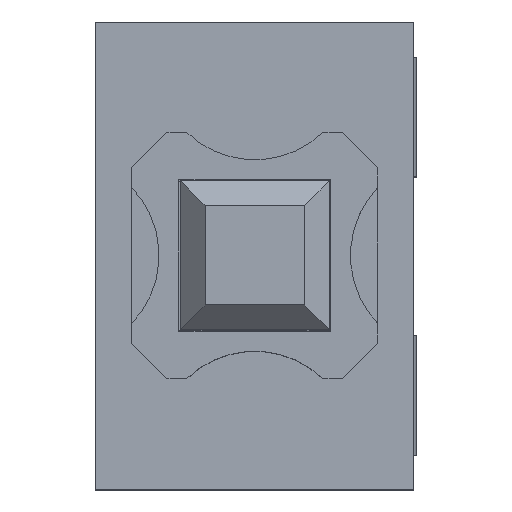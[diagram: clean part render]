
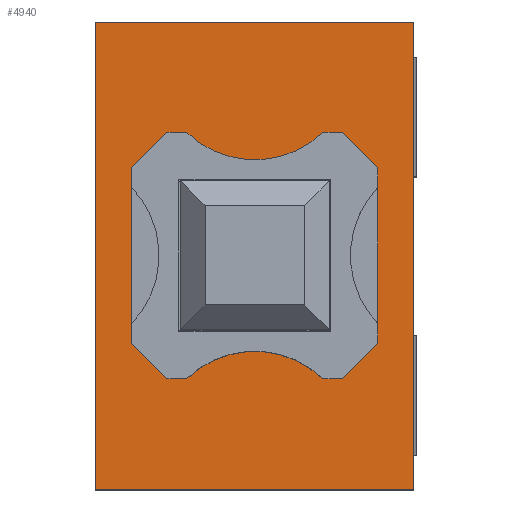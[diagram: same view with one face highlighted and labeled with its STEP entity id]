
A CAD part, top view. The second image highlights one B-rep face of the part: STEP entity #4940.
In plain terms, the highlighted planar face has unit normal (0, 0, 1).
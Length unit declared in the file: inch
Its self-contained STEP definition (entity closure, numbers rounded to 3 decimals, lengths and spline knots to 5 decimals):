
#4552=CARTESIAN_POINT('',(0.10769,0.19488,0.58071));
#4553=VERTEX_POINT('',#4552);
#4554=CARTESIAN_POINT('',(-0.10769,0.19488,0.58071));
#4555=VERTEX_POINT('',#4554);
#4556=CARTESIAN_POINT('',(0.0,0.30712,0.58071));
#4557=DIRECTION('',(0.0,0.0,-1.0));
#4558=DIRECTION('',(-0.692,-0.722,0.0));
#4559=AXIS2_PLACEMENT_3D('',#4556,#4557,#4558);
#4560=CIRCLE('',#4559,0.15554);
#4561=EDGE_CURVE('',#4553,#4555,#4560,.T.);
#4584=CARTESIAN_POINT('',(-0.10769,-0.19488,0.58071));
#4585=VERTEX_POINT('',#4584);
#4586=CARTESIAN_POINT('',(0.10769,-0.19488,0.58071));
#4587=VERTEX_POINT('',#4586);
#4588=CARTESIAN_POINT('',(0.0,-0.30712,0.58071));
#4589=DIRECTION('',(0.0,0.0,-1.0));
#4590=DIRECTION('',(-0.692,-0.722,0.0));
#4591=AXIS2_PLACEMENT_3D('',#4588,#4589,#4590);
#4592=CIRCLE('',#4591,0.15554);
#4593=EDGE_CURVE('',#4585,#4587,#4592,.T.);
#4617=CARTESIAN_POINT('',(-0.13918,0.19488,0.58071));
#4618=VERTEX_POINT('',#4617);
#4619=CARTESIAN_POINT('',(-0.13918,0.19488,0.58071));
#4620=DIRECTION('',(1.0,0.0,0.0));
#4621=VECTOR('',#4620,0.0315);
#4622=LINE('',#4619,#4621);
#4623=EDGE_CURVE('',#4618,#4555,#4622,.T.);
#4641=CARTESIAN_POINT('',(0.13918,-0.19488,0.58071));
#4642=VERTEX_POINT('',#4641);
#4643=CARTESIAN_POINT('',(0.13918,-0.19488,0.58071));
#4644=DIRECTION('',(-1.0,0.0,0.0));
#4645=VECTOR('',#4644,0.0315);
#4646=LINE('',#4643,#4645);
#4647=EDGE_CURVE('',#4642,#4587,#4646,.T.);
#4666=CARTESIAN_POINT('',(-0.13918,-0.19488,0.58071));
#4667=VERTEX_POINT('',#4666);
#4674=CARTESIAN_POINT('',(-0.10769,-0.19488,0.58071));
#4675=DIRECTION('',(-1.0,0.0,0.0));
#4676=VECTOR('',#4675,0.0315);
#4677=LINE('',#4674,#4676);
#4678=EDGE_CURVE('',#4585,#4667,#4677,.T.);
#4732=CARTESIAN_POINT('',(0.19488,-0.13918,0.58071));
#4733=VERTEX_POINT('',#4732);
#4740=CARTESIAN_POINT('',(0.19488,0.13918,0.58071));
#4741=VERTEX_POINT('',#4740);
#4742=CARTESIAN_POINT('',(0.19488,0.13918,0.58071));
#4743=DIRECTION('',(0.0,-1.0,0.0));
#4744=VECTOR('',#4743,0.27837);
#4745=LINE('',#4742,#4744);
#4746=EDGE_CURVE('',#4741,#4733,#4745,.T.);
#4767=CARTESIAN_POINT('',(0.19488,-0.13918,0.58071));
#4768=DIRECTION('',(-0.707,-0.707,0.0));
#4769=VECTOR('',#4768,0.07877);
#4770=LINE('',#4767,#4769);
#4771=EDGE_CURVE('',#4733,#4642,#4770,.T.);
#4783=CARTESIAN_POINT('',(-0.19488,-0.13918,0.58071));
#4784=VERTEX_POINT('',#4783);
#4791=CARTESIAN_POINT('',(-0.13918,-0.19488,0.58071));
#4792=DIRECTION('',(-0.707,0.707,0.0));
#4793=VECTOR('',#4792,0.07877);
#4794=LINE('',#4791,#4793);
#4795=EDGE_CURVE('',#4667,#4784,#4794,.T.);
#4808=CARTESIAN_POINT('',(-0.19488,0.13918,0.58071));
#4809=VERTEX_POINT('',#4808);
#4816=CARTESIAN_POINT('',(-0.19488,-0.13918,0.58071));
#4817=DIRECTION('',(0.0,1.0,0.0));
#4818=VECTOR('',#4817,0.27837);
#4819=LINE('',#4816,#4818);
#4820=EDGE_CURVE('',#4784,#4809,#4819,.T.);
#4836=CARTESIAN_POINT('',(-0.19488,0.13918,0.58071));
#4837=DIRECTION('',(0.707,0.707,0.0));
#4838=VECTOR('',#4837,0.07877);
#4839=LINE('',#4836,#4838);
#4840=EDGE_CURVE('',#4809,#4618,#4839,.T.);
#4853=CARTESIAN_POINT('',(0.13918,0.19488,0.58071));
#4854=VERTEX_POINT('',#4853);
#4861=CARTESIAN_POINT('',(0.10769,0.19488,0.58071));
#4862=DIRECTION('',(1.0,0.0,0.0));
#4863=VECTOR('',#4862,0.0315);
#4864=LINE('',#4861,#4863);
#4865=EDGE_CURVE('',#4553,#4854,#4864,.T.);
#4877=CARTESIAN_POINT('',(0.13918,0.19488,0.58071));
#4878=DIRECTION('',(0.707,-0.707,0.0));
#4879=VECTOR('',#4878,0.07877);
#4880=LINE('',#4877,#4879);
#4881=EDGE_CURVE('',#4854,#4741,#4880,.T.);
#4887=CARTESIAN_POINT('',(-0.27717,0.40709,0.58071));
#4888=DIRECTION('',(0.0,0.0,1.0));
#4889=DIRECTION('',(1.0,0.0,0.0));
#4890=AXIS2_PLACEMENT_3D('',#4887,#4888,#4889);
#4891=PLANE('',#4890);
#4892=CARTESIAN_POINT('',(0.25197,-0.37008,0.58071));
#4893=VERTEX_POINT('',#4892);
#4894=CARTESIAN_POINT('',(-0.25197,-0.37008,0.58071));
#4895=VERTEX_POINT('',#4894);
#4896=CARTESIAN_POINT('',(0.25197,-0.37008,0.58071));
#4897=DIRECTION('',(-1.0,0.0,0.0));
#4898=VECTOR('',#4897,0.50394);
#4899=LINE('',#4896,#4898);
#4900=EDGE_CURVE('',#4893,#4895,#4899,.T.);
#4901=ORIENTED_EDGE('',*,*,#4900,.F.);
#4902=CARTESIAN_POINT('',(0.25197,0.37008,0.58071));
#4903=VERTEX_POINT('',#4902);
#4904=CARTESIAN_POINT('',(0.25197,0.37008,0.58071));
#4905=DIRECTION('',(0.0,-1.0,0.0));
#4906=VECTOR('',#4905,0.74016);
#4907=LINE('',#4904,#4906);
#4908=EDGE_CURVE('',#4903,#4893,#4907,.T.);
#4909=ORIENTED_EDGE('',*,*,#4908,.F.);
#4910=CARTESIAN_POINT('',(-0.25197,0.37008,0.58071));
#4911=VERTEX_POINT('',#4910);
#4912=CARTESIAN_POINT('',(-0.25197,0.37008,0.58071));
#4913=DIRECTION('',(1.0,0.0,0.0));
#4914=VECTOR('',#4913,0.50394);
#4915=LINE('',#4912,#4914);
#4916=EDGE_CURVE('',#4911,#4903,#4915,.T.);
#4917=ORIENTED_EDGE('',*,*,#4916,.F.);
#4918=CARTESIAN_POINT('',(-0.25197,-0.37008,0.58071));
#4919=DIRECTION('',(0.0,1.0,0.0));
#4920=VECTOR('',#4919,0.74016);
#4921=LINE('',#4918,#4920);
#4922=EDGE_CURVE('',#4895,#4911,#4921,.T.);
#4923=ORIENTED_EDGE('',*,*,#4922,.F.);
#4924=EDGE_LOOP('',(#4901,#4909,#4917,#4923));
#4925=FACE_OUTER_BOUND('',#4924,.T.);
#4926=ORIENTED_EDGE('',*,*,#4746,.T.);
#4927=ORIENTED_EDGE('',*,*,#4771,.T.);
#4928=ORIENTED_EDGE('',*,*,#4647,.T.);
#4929=ORIENTED_EDGE('',*,*,#4593,.F.);
#4930=ORIENTED_EDGE('',*,*,#4678,.T.);
#4931=ORIENTED_EDGE('',*,*,#4795,.T.);
#4932=ORIENTED_EDGE('',*,*,#4820,.T.);
#4933=ORIENTED_EDGE('',*,*,#4840,.T.);
#4934=ORIENTED_EDGE('',*,*,#4623,.T.);
#4935=ORIENTED_EDGE('',*,*,#4561,.F.);
#4936=ORIENTED_EDGE('',*,*,#4865,.T.);
#4937=ORIENTED_EDGE('',*,*,#4881,.T.);
#4938=EDGE_LOOP('',(#4926,#4927,#4928,#4929,#4930,#4931,#4932,#4933,#4934,#4935,#4936,#4937));
#4939=FACE_BOUND('',#4938,.T.);
#4940=ADVANCED_FACE('',(#4925,#4939),#4891,.T.);
